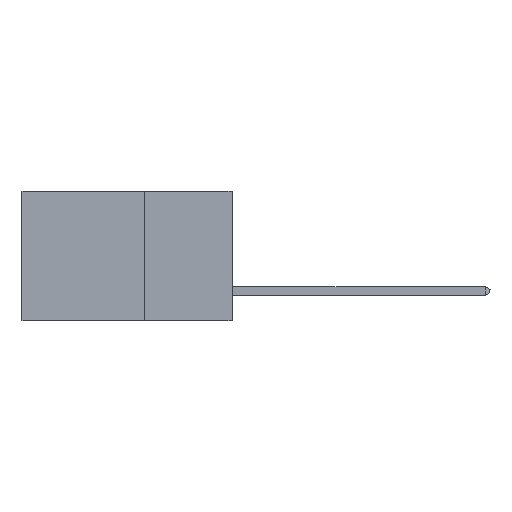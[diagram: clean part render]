
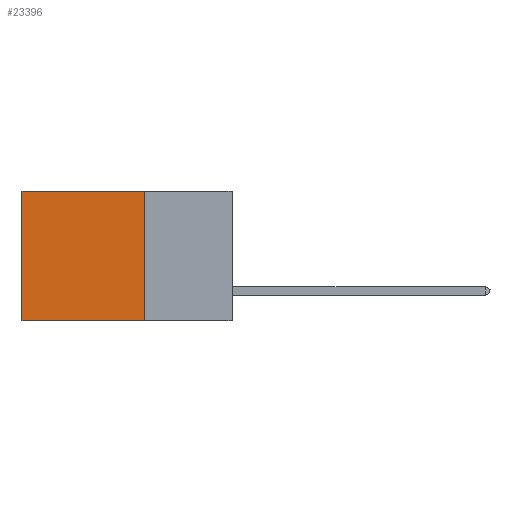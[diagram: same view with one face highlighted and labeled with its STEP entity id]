
A CAD part, left-side view. The second image highlights one B-rep face of the part: STEP entity #23396.
In plain terms, the highlighted planar face has unit normal (-1, 0, 0).
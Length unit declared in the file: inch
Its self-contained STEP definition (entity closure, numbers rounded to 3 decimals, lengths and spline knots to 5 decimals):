
#780 = DIRECTION ( 'NONE',  ( 0., 0., -1. ) ) ;
#1035 = LINE ( 'NONE', #19539, #8325 ) ;
#1182 = LINE ( 'NONE', #9406, #21285 ) ;
#2117 = DIRECTION ( 'NONE',  ( 0., 1., 0. ) ) ;
#2297 = PLANE ( 'NONE',  #12727 ) ;
#2661 = EDGE_CURVE ( 'NONE', #18835, #20196, #20257, .T. ) ;
#3365 = VERTEX_POINT ( 'NONE', #7608 ) ;
#5084 = ORIENTED_EDGE ( 'NONE', *, *, #24968, .T. ) ;
#5300 = CARTESIAN_POINT ( 'NONE',  ( 0.2875, 0.25, -0.37 ) ) ;
#7369 = VECTOR ( 'NONE', #20703, 39.37008 ) ;
#7608 = CARTESIAN_POINT ( 'NONE',  ( 0.2875, 0.6, -0.37 ) ) ;
#7848 = EDGE_CURVE ( 'NONE', #18581, #3365, #1035, .T. ) ;
#7913 = FACE_OUTER_BOUND ( 'NONE', #11625, .T. ) ;
#8209 = CARTESIAN_POINT ( 'NONE',  ( 0.2875, 0.25, 0. ) ) ;
#8325 = VECTOR ( 'NONE', #21502, 39.37008 ) ;
#8653 = VECTOR ( 'NONE', #780, 39.37008 ) ;
#9406 = CARTESIAN_POINT ( 'NONE',  ( 0.2875, 0.25, 0. ) ) ;
#9834 = LINE ( 'NONE', #5300, #7369 ) ;
#10400 = CARTESIAN_POINT ( 'NONE',  ( 0.2875, 0.25, 0. ) ) ;
#11012 = CARTESIAN_POINT ( 'NONE',  ( 0.2875, 0.25, 0. ) ) ;
#11625 = EDGE_LOOP ( 'NONE', ( #13851, #13583, #18364, #5084 ) ) ;
#12587 = CARTESIAN_POINT ( 'NONE',  ( 0.2875, 0.6, 0. ) ) ;
#12727 = AXIS2_PLACEMENT_3D ( 'NONE', #8209, #21850, #14033 ) ;
#13583 = ORIENTED_EDGE ( 'NONE', *, *, #22151, .F. ) ;
#13812 = CARTESIAN_POINT ( 'NONE',  ( 0.2875, 0.25, -0.37 ) ) ;
#13851 = ORIENTED_EDGE ( 'NONE', *, *, #7848, .T. ) ;
#14033 = DIRECTION ( 'NONE',  ( 0., 0., -1. ) ) ;
#18364 = ORIENTED_EDGE ( 'NONE', *, *, #2661, .F. ) ;
#18581 = VERTEX_POINT ( 'NONE', #12587 ) ;
#18835 = VERTEX_POINT ( 'NONE', #11012 ) ;
#19539 = CARTESIAN_POINT ( 'NONE',  ( 0.2875, 0.6, 0. ) ) ;
#20196 = VERTEX_POINT ( 'NONE', #13812 ) ;
#20257 = LINE ( 'NONE', #10400, #8653 ) ;
#20703 = DIRECTION ( 'NONE',  ( 0., 1., 0. ) ) ;
#21285 = VECTOR ( 'NONE', #2117, 39.37008 ) ;
#21502 = DIRECTION ( 'NONE',  ( 0., 0., -1. ) ) ;
#21850 = DIRECTION ( 'NONE',  ( 1., 0., 0. ) ) ;
#22151 = EDGE_CURVE ( 'NONE', #20196, #3365, #9834, .T. ) ;
#23396 = ADVANCED_FACE ( 'NONE', ( #7913 ), #2297, .F. ) ;
#24968 = EDGE_CURVE ( 'NONE', #18835, #18581, #1182, .T. ) ;
